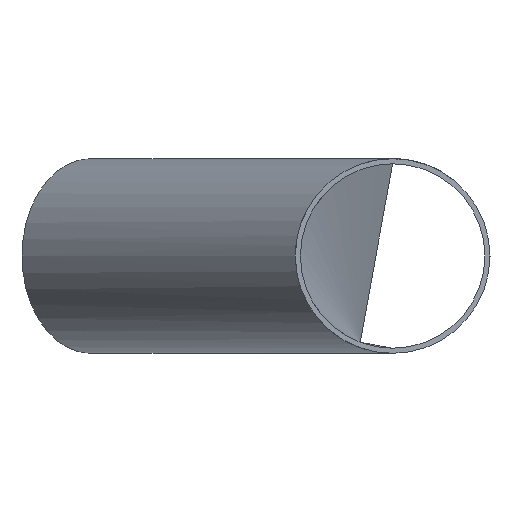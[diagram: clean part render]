
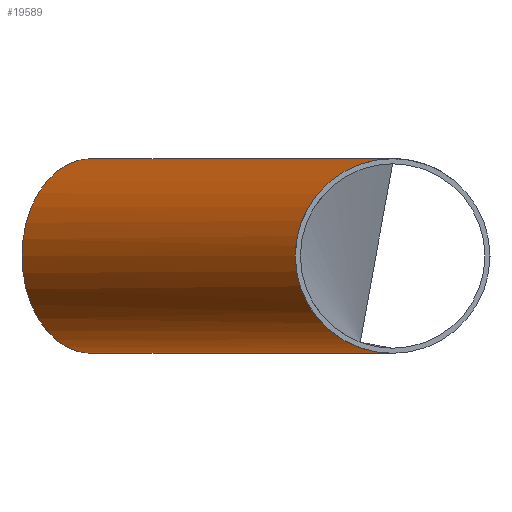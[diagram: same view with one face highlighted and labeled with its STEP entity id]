
A CAD part, left-side view. The second image highlights one B-rep face of the part: STEP entity #19589.
In plain terms, the highlighted cylindrical face has radius 38.05 mm (diameter 76.1 mm), a full revolution.
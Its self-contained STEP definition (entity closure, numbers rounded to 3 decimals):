
#506 = CARTESIAN_POINT ( 'NONE',  ( -37.861, 0., -38.05 ) ) ;
#906 = EDGE_CURVE ( 'NONE', #2295, #2295, #2819, .T. ) ;
#1383 = EDGE_LOOP ( 'NONE', ( #18172 ) ) ;
#1416 = AXIS2_PLACEMENT_3D ( 'NONE', #8557, #11557, #5603 ) ;
#1727 = DIRECTION ( 'NONE',  ( 0.707, 0.707, 0. ) ) ;
#1985 = CARTESIAN_POINT ( 'NONE',  ( -69.382, 76.1, 38.05 ) ) ;
#2295 = VERTEX_POINT ( 'NONE', #9929 ) ;
#2763 = CYLINDRICAL_SURFACE ( 'NONE', #3384, 38.05 ) ;
#2819 = CIRCLE ( 'NONE', #1416, 38.05 ) ;
#2993 = CARTESIAN_POINT ( 'NONE',  ( -37.861, 0., 38.05 ) ) ;
#3384 = AXIS2_PLACEMENT_3D ( 'NONE', #12308, #1727, #11000 ) ;
#3952 = CARTESIAN_POINT ( 'NONE',  ( -37.861, 0., -38.05 ) ) ;
#4687 = FACE_OUTER_BOUND ( 'NONE', #1383, .T. ) ;
#5603 = DIRECTION ( 'NONE',  ( -0.707, 0.707, 0. ) ) ;
#5894 = VERTEX_POINT ( 'NONE', #9173 ) ;
#6346 = EDGE_LOOP ( 'NONE', ( #6735, #16522 ) ) ;
#6615 = CARTESIAN_POINT ( 'NONE',  ( -37.861, 0., 38.05 ) ) ;
#6735 = ORIENTED_EDGE ( 'NONE', *, *, #13747, .F. ) ;
#6900 = VERTEX_POINT ( 'NONE', #2993 ) ;
#7404 = EDGE_CURVE ( 'NONE', #6900, #5894, #12044, .T. ) ;
#8557 = CARTESIAN_POINT ( 'NONE',  ( 80.128, 117.988, 0. ) ) ;
#9173 = CARTESIAN_POINT ( 'NONE',  ( -37.861, 0., -38.05 ) ) ;
#9929 = CARTESIAN_POINT ( 'NONE',  ( 53.222, 144.894, 0. ) ) ;
#11000 = DIRECTION ( 'NONE',  ( -0.707, 0.707, 0. ) ) ;
#11179 =( BOUNDED_CURVE ( )  B_SPLINE_CURVE ( 3, ( #3952, #11708, #17845, #17574 ),
 .UNSPECIFIED., .F., .F. ) 
 B_SPLINE_CURVE_WITH_KNOTS ( ( 4, 4 ),
 ( 1.571, 4.712 ),
 .UNSPECIFIED. ) 
 CURVE ( )  GEOMETRIC_REPRESENTATION_ITEM ( )  RATIONAL_B_SPLINE_CURVE ( ( 1., 0.333, 0.333, 1. ) ) 
 REPRESENTATION_ITEM ( '' )  );
#11557 = DIRECTION ( 'NONE',  ( 0.707, 0.707, 0. ) ) ;
#11708 = CARTESIAN_POINT ( 'NONE',  ( 145.861, 76.1, -38.05 ) ) ;
#12044 =( BOUNDED_CURVE ( )  B_SPLINE_CURVE ( 3, ( #6615, #1985, #18831, #506 ),
 .UNSPECIFIED., .F., .T. ) 
 B_SPLINE_CURVE_WITH_KNOTS ( ( 4, 4 ),
 ( 4.712, 7.854 ),
 .UNSPECIFIED. ) 
 CURVE ( )  GEOMETRIC_REPRESENTATION_ITEM ( )  RATIONAL_B_SPLINE_CURVE ( ( 1., 0.333, 0.333, 1. ) ) 
 REPRESENTATION_ITEM ( '' )  );
#12308 = CARTESIAN_POINT ( 'NONE',  ( 80.128, 117.988, 0. ) ) ;
#13747 = EDGE_CURVE ( 'NONE', #5894, #6900, #11179, .T. ) ;
#15690 = FACE_OUTER_BOUND ( 'NONE', #6346, .T. ) ;
#16522 = ORIENTED_EDGE ( 'NONE', *, *, #7404, .F. ) ;
#17574 = CARTESIAN_POINT ( 'NONE',  ( -37.861, 0., 38.05 ) ) ;
#17845 = CARTESIAN_POINT ( 'NONE',  ( 145.861, 76.1, 38.05 ) ) ;
#18172 = ORIENTED_EDGE ( 'NONE', *, *, #906, .F. ) ;
#18831 = CARTESIAN_POINT ( 'NONE',  ( -69.382, 76.1, -38.05 ) ) ;
#19589 = ADVANCED_FACE ( 'NONE', ( #15690, #4687 ), #2763, .T. ) ;
